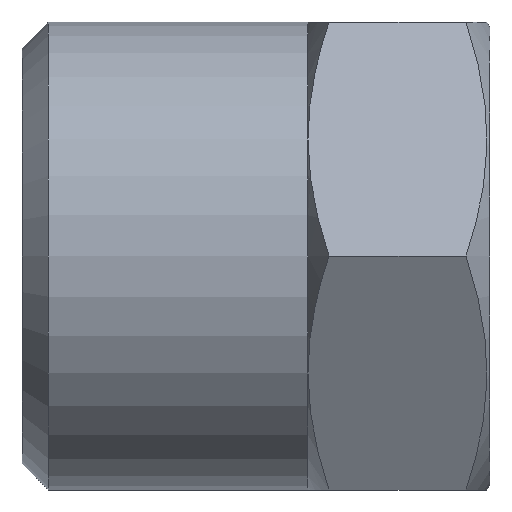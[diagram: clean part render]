
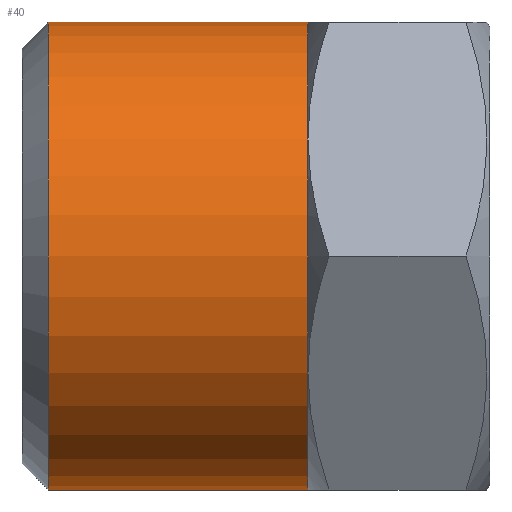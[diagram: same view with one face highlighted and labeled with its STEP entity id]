
A CAD part, left-side view. The second image highlights one B-rep face of the part: STEP entity #40.
In plain terms, the highlighted cylindrical face has radius 4.5 mm (diameter 9 mm), a partial arc.
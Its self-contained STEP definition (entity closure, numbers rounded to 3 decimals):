
#30 = EDGE_CURVE ( 'NONE', #617, #615, #835, .T. ) ;
#40 = ADVANCED_FACE ( 'NONE', ( #659 ), #660, .T. ) ;
#59 = EDGE_CURVE ( 'NONE', #610, #612, #673, .T. ) ;
#82 = EDGE_CURVE ( 'NONE', #611, #615, #681, .T. ) ;
#91 = EDGE_CURVE ( 'NONE', #621, #617, #465, .T. ) ;
#100 = EDGE_CURVE ( 'NONE', #610, #611, #471, .T. ) ;
#101 = EDGE_CURVE ( 'NONE', #612, #621, #469, .T. ) ;
#139 = CARTESIAN_POINT ( 'NONE',  ( 0., -2.419, 0. ) ) ;
#140 = DIRECTION ( 'NONE',  ( 0., -1., 0. ) ) ;
#141 = DIRECTION ( 'NONE',  ( 0., 0., -1. ) ) ;
#193 = CARTESIAN_POINT ( 'NONE',  ( 0., -2.419, 4.5 ) ) ;
#194 = DIRECTION ( 'NONE',  ( 0., -1., 0. ) ) ;
#291 = CARTESIAN_POINT ( 'NONE',  ( 0., -2.419, -4.5 ) ) ;
#292 = DIRECTION ( 'NONE',  ( 0., -1., 0. ) ) ;
#327 = CARTESIAN_POINT ( 'NONE',  ( 0., 3.5, 0. ) ) ;
#328 = DIRECTION ( 'NONE',  ( 0., -1., 0. ) ) ;
#329 = DIRECTION ( 'NONE',  ( 0., 0., -1. ) ) ;
#354 = CARTESIAN_POINT ( 'NONE',  ( 0., 8.5, 0. ) ) ;
#355 = DIRECTION ( 'NONE',  ( 0., -1., 0. ) ) ;
#356 = DIRECTION ( 'NONE',  ( 0., 0., -1. ) ) ;
#357 = CARTESIAN_POINT ( 'NONE',  ( 0., 3.5, 0. ) ) ;
#358 = DIRECTION ( 'NONE',  ( 0., -1., 0. ) ) ;
#359 = DIRECTION ( 'NONE',  ( 0., 0., -1. ) ) ;
#411 = CARTESIAN_POINT ( 'NONE',  ( 0., 8.5, 4.5 ) ) ;
#412 = CARTESIAN_POINT ( 'NONE',  ( 0., 8.5, -4.5 ) ) ;
#456 = AXIS2_PLACEMENT_3D ( 'NONE', #327, #328, #329 ) ;
#462 = VECTOR ( 'NONE', #292, 1000. ) ;
#465 = CIRCLE ( 'NONE', #456, 4.5 ) ;
#469 = CIRCLE ( 'NONE', #474, 4.5 ) ;
#471 = CIRCLE ( 'NONE', #472, 4.5 ) ;
#472 = AXIS2_PLACEMENT_3D ( 'NONE', #354, #355, #356 ) ;
#474 = AXIS2_PLACEMENT_3D ( 'NONE', #357, #358, #359 ) ;
#476 = CARTESIAN_POINT ( 'NONE',  ( 0., 3.5, 4.5 ) ) ;
#479 = CARTESIAN_POINT ( 'NONE',  ( 0., 3.5, -4.5 ) ) ;
#481 = CARTESIAN_POINT ( 'NONE',  ( -3.897, 3.5, -2.25 ) ) ;
#485 = CARTESIAN_POINT ( 'NONE',  ( -3.897, 3.5, 2.25 ) ) ;
#566 = EDGE_LOOP ( 'NONE', ( #722, #721, #720, #740, #742, #741 ) ) ;
#610 = VERTEX_POINT ( 'NONE', #411 ) ;
#611 = VERTEX_POINT ( 'NONE', #412 ) ;
#612 = VERTEX_POINT ( 'NONE', #476 ) ;
#615 = VERTEX_POINT ( 'NONE', #479 ) ;
#617 = VERTEX_POINT ( 'NONE', #481 ) ;
#621 = VERTEX_POINT ( 'NONE', #485 ) ;
#659 = FACE_OUTER_BOUND ( 'NONE', #566, .T. ) ;
#660 = CYLINDRICAL_SURFACE ( 'NONE', #852, 4.5 ) ;
#673 = LINE ( 'NONE', #193, #878 ) ;
#681 = LINE ( 'NONE', #291, #462 ) ;
#720 = ORIENTED_EDGE ( 'NONE', *, *, #82, .T. ) ;
#721 = ORIENTED_EDGE ( 'NONE', *, *, #100, .T. ) ;
#722 = ORIENTED_EDGE ( 'NONE', *, *, #59, .F. ) ;
#740 = ORIENTED_EDGE ( 'NONE', *, *, #30, .F. ) ;
#741 = ORIENTED_EDGE ( 'NONE', *, *, #101, .F. ) ;
#742 = ORIENTED_EDGE ( 'NONE', *, *, #91, .F. ) ;
#830 = AXIS2_PLACEMENT_3D ( 'NONE', #964, #965, #966 ) ;
#835 = CIRCLE ( 'NONE', #830, 4.5 ) ;
#852 = AXIS2_PLACEMENT_3D ( 'NONE', #139, #140, #141 ) ;
#878 = VECTOR ( 'NONE', #194, 1000. ) ;
#964 = CARTESIAN_POINT ( 'NONE',  ( 0., 3.5, 0. ) ) ;
#965 = DIRECTION ( 'NONE',  ( 0., -1., 0. ) ) ;
#966 = DIRECTION ( 'NONE',  ( 0., 0., -1. ) ) ;
